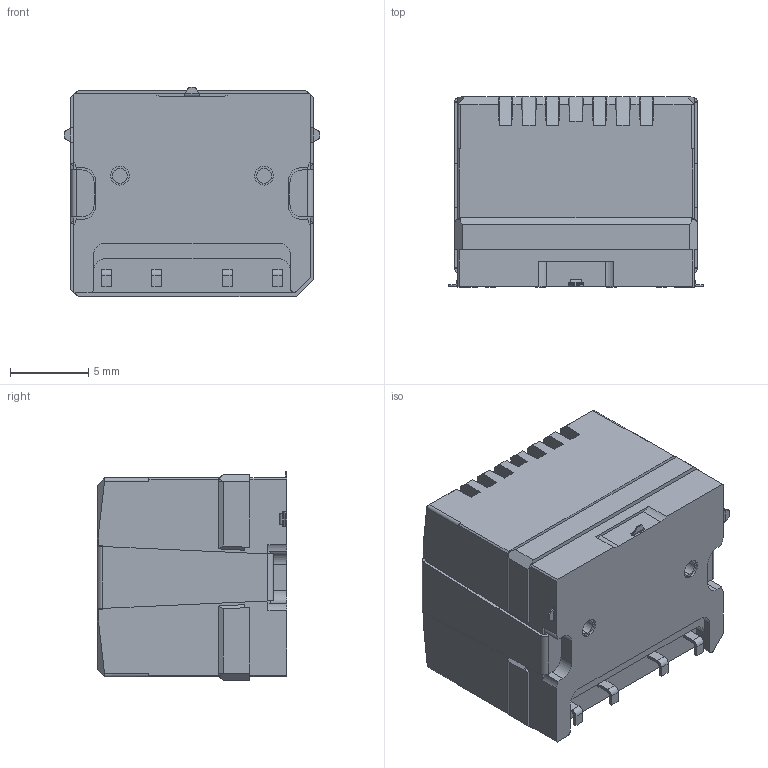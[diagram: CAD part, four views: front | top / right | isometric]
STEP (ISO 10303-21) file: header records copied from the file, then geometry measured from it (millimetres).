
FILE_DESCRIPTION (( 'STEP AP214' ), '1' );
FILE_NAME ('FMSW8032_3D.step', '2024-01-05T21:58:44', ( '' ), ( '' ), 'SwSTEP 2.0', 'SolidWorks 2022', '' );
FILE_SCHEMA (( 'AUTOMOTIVE_DESIGN' ));
Length unit declared in the file: inch
Products named in the file (1): FMSW8032_3D
Bounding box: 16.31 x 12.11 x 13.38 mm (x, y, z)
Volume: 2278.9 mm3; surface area: 1149.1 mm2
Topology: 1 solids, 1 shells, 680 faces, 1833 edges, 1187 vertices
Faces by surface type: plane 444, bspline 123, cylinder 110, cone 3
Entity records: 27892 total; most frequent: CARTESIAN_POINT 11740, ORIENTED_EDGE 3666, DIRECTION 2726, EDGE_CURVE 1833, LINE 1304, VECTOR 1304, VERTEX_POINT 1187, EDGE_LOOP 720
